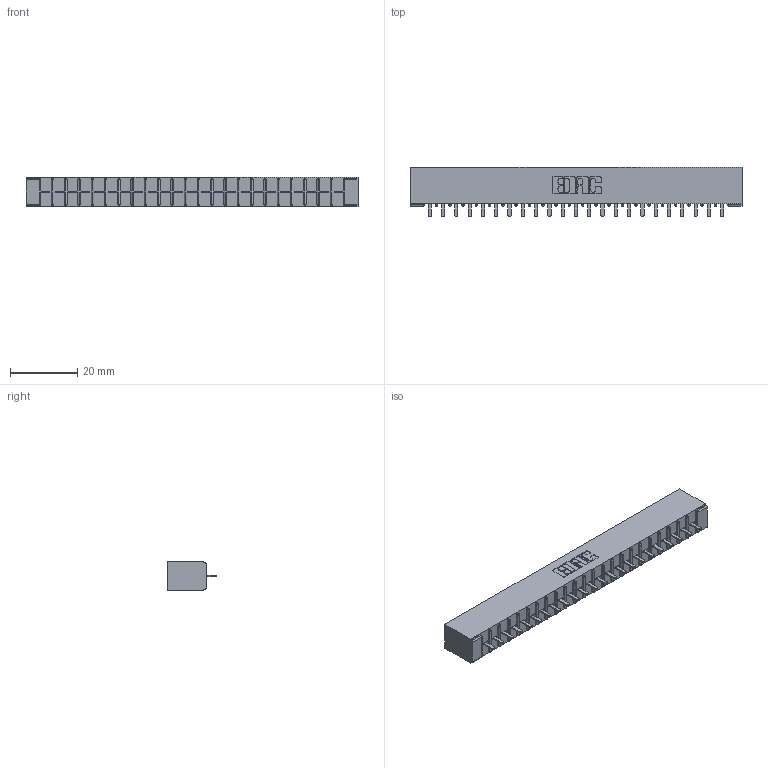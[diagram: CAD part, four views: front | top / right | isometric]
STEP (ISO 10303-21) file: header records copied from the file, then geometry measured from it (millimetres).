
FILE_DESCRIPTION (( 'STEP AP203' ), '1' );
FILE_NAME ('316-023-521-101.STEP', '2018-07-31T02:05:52', ( '' ), ( '' ), 'SwSTEP 2.0', 'SolidWorks 2016', '' );
FILE_SCHEMA (( 'CONFIG_CONTROL_DESIGN' ));
Length unit declared in the file: inch
Products named in the file (3): 316-023-521-101; 306 Part_No Mounting; 306-290-001_121
Assembly tree (24 placements, depth 2):
  316-023-521-101
    306 Part_No Mounting
    306-290-001_121  x23
Bounding box: 99.01 x 14.88 x 8.71 mm (x, y, z)
Volume: 7026.9 mm3; surface area: 10510.2 mm2
Topology: 24 solids, 24 shells, 1718 faces, 4823 edges, 3090 vertices
Faces by surface type: plane 1145, cylinder 481, sphere 92
Entity records: 23588 total; most frequent: CARTESIAN_POINT 3956, ORIENTED_EDGE 3918, DIRECTION 3903, EDGE_CURVE 1959, LINE 1525, VECTOR 1525, VERTEX_POINT 1242, AXIS2_PLACEMENT_3D 1189
